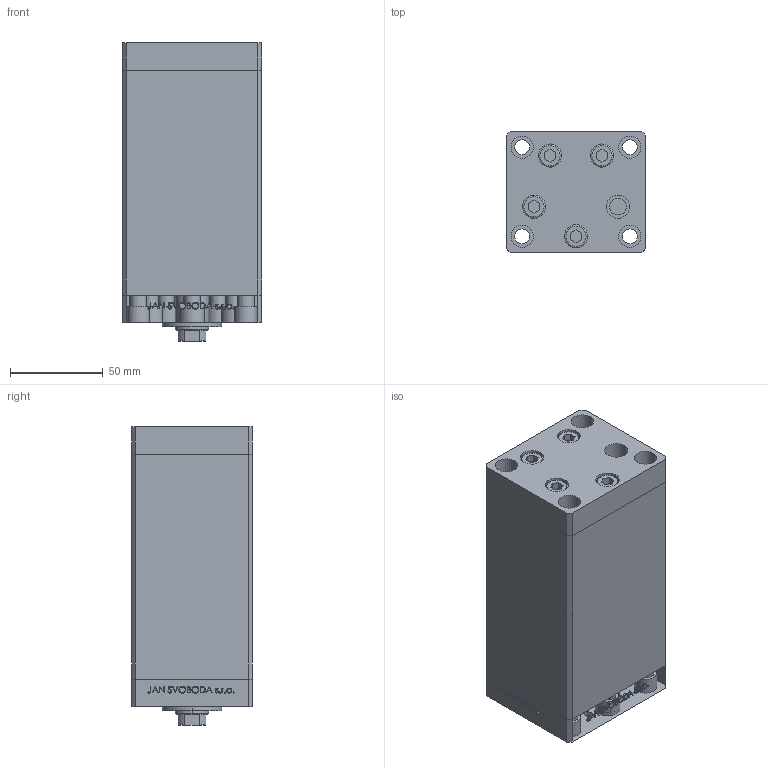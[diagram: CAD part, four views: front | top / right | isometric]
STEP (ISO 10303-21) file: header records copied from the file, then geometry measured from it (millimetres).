
FILE_DESCRIPTION (( 'STEP AP203' ), '1' );
FILE_NAME ('479a.STEP', '2024-01-08T16:34:39', ( '' ), ( '' ), 'SwSTEP 2.0', 'SolidWorks 2019', '' );
FILE_SCHEMA (( 'CONFIG_CONTROL_DESIGN' ));
Length unit declared in the file: millimetre
Products named in the file (6): V220C_VC_C 0ae71122e2367b7a6e1aae6094d14f13; V220C_C MIDDLE 0ae71122e2367b7a6e1aae6094d14f13; V220C FRONT 0ae71122e2367b7a6e1aae6094d14f13; V220C BACK_C 0ae71122e2367b7a6e1aae6094d14f13; 479a; ALLEN BOLT 0ae71122e2367b7a6e1aae6094d14f13
Assembly tree (13 placements, depth 2):
  479a
    ALLEN BOLT 0ae71122e2367b7a6e1aae6094d14f13  x9
    V220C_C MIDDLE 0ae71122e2367b7a6e1aae6094d14f13
    V220C FRONT 0ae71122e2367b7a6e1aae6094d14f13
    V220C_VC_C 0ae71122e2367b7a6e1aae6094d14f13
    V220C BACK_C 0ae71122e2367b7a6e1aae6094d14f13
Bounding box: 75 x 65 x 161 mm (x, y, z)
Volume: 557972.1 mm3; surface area: 133975.3 mm2
Topology: 12 solids, 13 shells, 1169 faces, 2990 edges, 1909 vertices
Faces by surface type: plane 540, bspline 380, cylinder 167, cone 42, torus 40
Entity records: 49305 total; most frequent: CARTESIAN_POINT 26629, ORIENTED_EDGE 5058, DIRECTION 3305, EDGE_CURVE 2529, VERTEX_POINT 1679, LINE 1467, VECTOR 1467, EDGE_LOOP 1178
